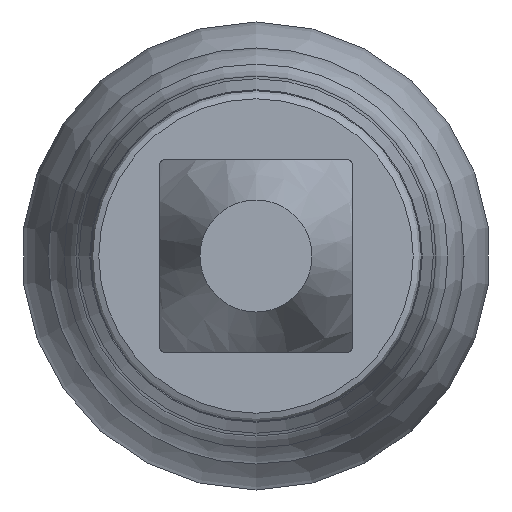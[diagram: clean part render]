
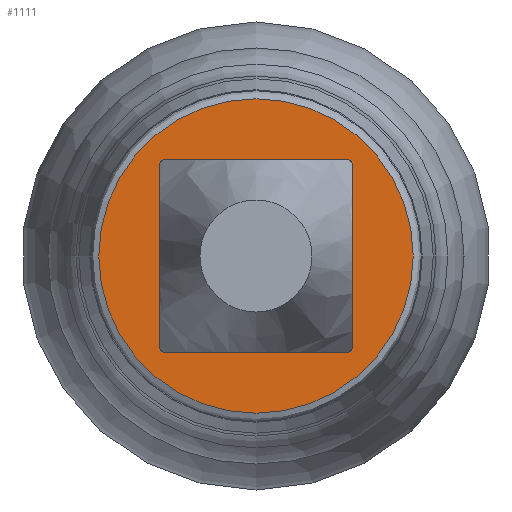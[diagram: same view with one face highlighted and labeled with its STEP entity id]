
A CAD part, left-side view. The second image highlights one B-rep face of the part: STEP entity #1111.
In plain terms, the highlighted planar face has unit normal (-1, 0, 0).
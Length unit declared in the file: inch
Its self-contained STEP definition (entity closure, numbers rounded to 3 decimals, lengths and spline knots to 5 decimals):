
#4 = LINE ( 'NONE', #373, #408 ) ;
#7 = DIRECTION ( 'NONE',  ( 0., 0., 1. ) ) ;
#10 = EDGE_CURVE ( 'NONE', #1057, #1057, #1067, .T. ) ;
#44 = VECTOR ( 'NONE', #59, 39.37008 ) ;
#59 = DIRECTION ( 'NONE',  ( 0., -1., 0. ) ) ;
#70 = VERTEX_POINT ( 'NONE', #787 ) ;
#76 = VERTEX_POINT ( 'NONE', #395 ) ;
#86 = ORIENTED_EDGE ( 'NONE', *, *, #677, .F. ) ;
#93 = CARTESIAN_POINT ( 'NONE',  ( 0., 0.01153, -0.01153 ) ) ;
#103 = AXIS2_PLACEMENT_3D ( 'NONE', #1151, #399, #7 ) ;
#113 = DIRECTION ( 'NONE',  ( -1., 0., 0. ) ) ;
#120 = AXIS2_PLACEMENT_3D ( 'NONE', #344, #709, #1096 ) ;
#182 = VERTEX_POINT ( 'NONE', #862 ) ;
#193 = EDGE_CURVE ( 'NONE', #1117, #372, #4, .T. ) ;
#198 = VECTOR ( 'NONE', #1014, 39.37008 ) ;
#212 = EDGE_CURVE ( 'NONE', #70, #435, #217, .T. ) ;
#217 = CIRCLE ( 'NONE', #946, 0.0005 ) ;
#226 = CARTESIAN_POINT ( 'NONE',  ( 0., 0.01203, -0.01153 ) ) ;
#243 = DIRECTION ( 'NONE',  ( 0., 0., -1. ) ) ;
#252 = EDGE_CURVE ( 'NONE', #372, #1226, #312, .T. ) ;
#288 = ORIENTED_EDGE ( 'NONE', *, *, #252, .F. ) ;
#312 = CIRCLE ( 'NONE', #557, 0.0005 ) ;
#332 = CARTESIAN_POINT ( 'NONE',  ( 0., 0.01153, 0.01153 ) ) ;
#334 = ORIENTED_EDGE ( 'NONE', *, *, #193, .F. ) ;
#344 = CARTESIAN_POINT ( 'NONE',  ( 0., -0.01153, -0.01153 ) ) ;
#348 = LINE ( 'NONE', #1028, #198 ) ;
#352 = PLANE ( 'NONE',  #388 ) ;
#372 = VERTEX_POINT ( 'NONE', #226 ) ;
#373 = CARTESIAN_POINT ( 'NONE',  ( 0., 0.01203, 0. ) ) ;
#378 = DIRECTION ( 'NONE',  ( 0., 0., -1. ) ) ;
#388 = AXIS2_PLACEMENT_3D ( 'NONE', #818, #1017, #909 ) ;
#390 = CARTESIAN_POINT ( 'NONE',  ( 0., 0.01153, -0.01203 ) ) ;
#395 = CARTESIAN_POINT ( 'NONE',  ( 0., 0.01153, 0.01203 ) ) ;
#399 = DIRECTION ( 'NONE',  ( -1., 0., 0. ) ) ;
#408 = VECTOR ( 'NONE', #546, 39.37008 ) ;
#435 = VERTEX_POINT ( 'NONE', #698 ) ;
#458 = ORIENTED_EDGE ( 'NONE', *, *, #10, .T. ) ;
#462 = ORIENTED_EDGE ( 'NONE', *, *, #1131, .F. ) ;
#476 = EDGE_CURVE ( 'NONE', #1226, #710, #720, .T. ) ;
#511 = EDGE_CURVE ( 'NONE', #435, #76, #348, .T. ) ;
#546 = DIRECTION ( 'NONE',  ( 0., 0., -1. ) ) ;
#554 = CARTESIAN_POINT ( 'NONE',  ( 0., -0.01153, 0.01153 ) ) ;
#557 = AXIS2_PLACEMENT_3D ( 'NONE', #93, #113, #944 ) ;
#580 = CARTESIAN_POINT ( 'NONE',  ( 0., 0., 0.01965 ) ) ;
#589 = AXIS2_PLACEMENT_3D ( 'NONE', #332, #700, #243 ) ;
#610 = ORIENTED_EDGE ( 'NONE', *, *, #511, .F. ) ;
#621 = EDGE_LOOP ( 'NONE', ( #288, #334, #86, #610, #826, #914, #462, #1119 ) ) ;
#627 = CARTESIAN_POINT ( 'NONE',  ( 0., 0.018, -0.01203 ) ) ;
#677 = EDGE_CURVE ( 'NONE', #76, #1117, #1141, .T. ) ;
#698 = CARTESIAN_POINT ( 'NONE',  ( 0., -0.01153, 0.01203 ) ) ;
#700 = DIRECTION ( 'NONE',  ( -1., 0., 0. ) ) ;
#709 = DIRECTION ( 'NONE',  ( -1., 0., 0. ) ) ;
#710 = VERTEX_POINT ( 'NONE', #1081 ) ;
#720 = LINE ( 'NONE', #627, #44 ) ;
#735 = EDGE_LOOP ( 'NONE', ( #458 ) ) ;
#759 = CIRCLE ( 'NONE', #120, 0.0005 ) ;
#787 = CARTESIAN_POINT ( 'NONE',  ( 0., -0.01203, 0.01153 ) ) ;
#818 = CARTESIAN_POINT ( 'NONE',  ( 0., 0.018, 0. ) ) ;
#826 = ORIENTED_EDGE ( 'NONE', *, *, #212, .F. ) ;
#829 = FACE_OUTER_BOUND ( 'NONE', #735, .T. ) ;
#836 = FACE_BOUND ( 'NONE', #621, .T. ) ;
#862 = CARTESIAN_POINT ( 'NONE',  ( 0., -0.01203, -0.01153 ) ) ;
#868 = VECTOR ( 'NONE', #1107, 39.37008 ) ;
#885 = EDGE_CURVE ( 'NONE', #182, #70, #1121, .T. ) ;
#909 = DIRECTION ( 'NONE',  ( 0., 0., -1. ) ) ;
#914 = ORIENTED_EDGE ( 'NONE', *, *, #885, .F. ) ;
#936 = DIRECTION ( 'NONE',  ( -1., 0., 0. ) ) ;
#944 = DIRECTION ( 'NONE',  ( 0., 0., -1. ) ) ;
#946 = AXIS2_PLACEMENT_3D ( 'NONE', #554, #936, #378 ) ;
#1014 = DIRECTION ( 'NONE',  ( 0., 1., 0. ) ) ;
#1017 = DIRECTION ( 'NONE',  ( 1., 0., 0. ) ) ;
#1028 = CARTESIAN_POINT ( 'NONE',  ( 0., 0.018, 0.01203 ) ) ;
#1057 = VERTEX_POINT ( 'NONE', #580 ) ;
#1067 = CIRCLE ( 'NONE', #103, 0.01965 ) ;
#1081 = CARTESIAN_POINT ( 'NONE',  ( 0., -0.01153, -0.01203 ) ) ;
#1096 = DIRECTION ( 'NONE',  ( 0., 0., -1. ) ) ;
#1107 = DIRECTION ( 'NONE',  ( 0., 0., 1. ) ) ;
#1111 = ADVANCED_FACE ( 'NONE', ( #829, #836 ), #352, .F. ) ;
#1117 = VERTEX_POINT ( 'NONE', #1196 ) ;
#1119 = ORIENTED_EDGE ( 'NONE', *, *, #476, .F. ) ;
#1121 = LINE ( 'NONE', #1202, #868 ) ;
#1131 = EDGE_CURVE ( 'NONE', #710, #182, #759, .T. ) ;
#1141 = CIRCLE ( 'NONE', #589, 0.0005 ) ;
#1151 = CARTESIAN_POINT ( 'NONE',  ( 0., 0., 0. ) ) ;
#1196 = CARTESIAN_POINT ( 'NONE',  ( 0., 0.01203, 0.01153 ) ) ;
#1202 = CARTESIAN_POINT ( 'NONE',  ( 0., -0.01203, 0. ) ) ;
#1226 = VERTEX_POINT ( 'NONE', #390 ) ;
